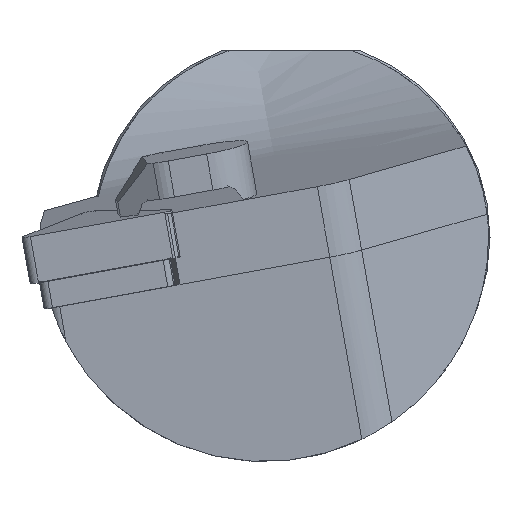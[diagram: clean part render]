
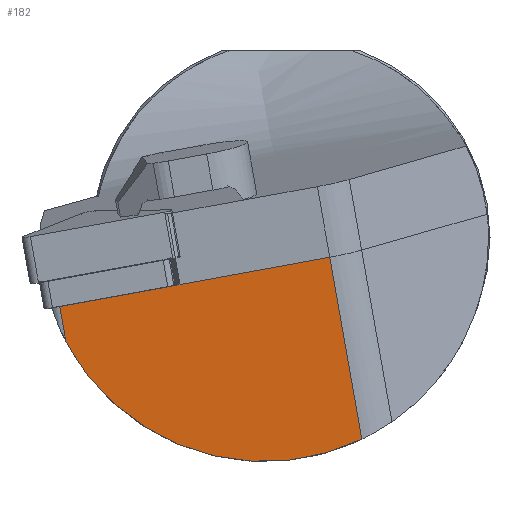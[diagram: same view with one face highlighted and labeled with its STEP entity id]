
A CAD part, left-side view. The second image highlights one B-rep face of the part: STEP entity #182.
In plain terms, the highlighted planar face has unit normal (-0.993, -0.069, -0.094).
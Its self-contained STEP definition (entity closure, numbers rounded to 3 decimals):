
#139=ELLIPSE('',#1190,22.654,22.5);
#182=ADVANCED_FACE('',(#278),#242,.T.);
#242=PLANE('',#1194);
#278=FACE_OUTER_BOUND('',#338,.T.);
#338=EDGE_LOOP('',(#581,#582,#583,#584,#585,#586));
#398=LINE('',#1596,#479);
#402=LINE('',#1645,#483);
#403=LINE('',#1647,#484);
#404=LINE('',#1648,#485);
#405=LINE('',#1650,#486);
#479=VECTOR('',#1293,1.);
#483=VECTOR('',#1325,1.);
#484=VECTOR('',#1326,1.);
#485=VECTOR('',#1327,1.);
#486=VECTOR('',#1328,1.);
#581=ORIENTED_EDGE('',*,*,#1003,.T.);
#582=ORIENTED_EDGE('',*,*,#1004,.F.);
#583=ORIENTED_EDGE('',*,*,#998,.F.);
#584=ORIENTED_EDGE('',*,*,#1005,.T.);
#585=ORIENTED_EDGE('',*,*,#1006,.T.);
#586=ORIENTED_EDGE('',*,*,#985,.T.);
#880=VERTEX_POINT('',#1594);
#882=VERTEX_POINT('',#1597);
#893=VERTEX_POINT('',#1628);
#894=VERTEX_POINT('',#1630);
#897=VERTEX_POINT('',#1646);
#898=VERTEX_POINT('',#1649);
#985=EDGE_CURVE('',#882,#880,#398,.T.);
#998=EDGE_CURVE('',#893,#894,#139,.T.);
#1003=EDGE_CURVE('',#880,#897,#402,.T.);
#1004=EDGE_CURVE('',#894,#897,#403,.T.);
#1005=EDGE_CURVE('',#893,#898,#404,.T.);
#1006=EDGE_CURVE('',#898,#882,#405,.T.);
#1190=AXIS2_PLACEMENT_3D('',#1629,#1316,#1317);
#1194=AXIS2_PLACEMENT_3D('',#1651,#1329,#1330);
#1293=DIRECTION('',(-0.051,0.983,-0.179));
#1316=DIRECTION('',(0.993,0.069,0.094));
#1317=DIRECTION('',(-0.117,0.589,0.8));
#1325=DIRECTION('',(-0.051,0.983,-0.179));
#1326=DIRECTION('',(-0.105,0.173,0.979));
#1327=DIRECTION('',(-0.105,0.173,0.979));
#1328=DIRECTION('',(-0.051,0.983,-0.179));
#1329=DIRECTION('',(-0.993,-0.069,-0.094));
#1330=DIRECTION('',(-0.094,0.,0.996));
#1594=CARTESIAN_POINT('',(-234.231,18.215,67.831));
#1596=CARTESIAN_POINT('',(-233.404,2.445,70.7));
#1597=CARTESIAN_POINT('',(-234.193,17.487,67.964));
#1628=CARTESIAN_POINT('',(-231.454,-0.778,52.421));
#1629=CARTESIAN_POINT('',(-234.048,9.005,72.683));
#1630=CARTESIAN_POINT('',(-234.454,28.956,62.28));
#1645=CARTESIAN_POINT('',(-233.404,2.445,70.7));
#1646=CARTESIAN_POINT('',(-234.826,29.571,65.765));
#1647=CARTESIAN_POINT('',(-285.44,113.192,540.006));
#1648=CARTESIAN_POINT('',(-284.018,86.066,544.94));
#1649=CARTESIAN_POINT('',(-233.404,2.445,70.7));
#1650=CARTESIAN_POINT('',(-233.404,2.445,70.7));
#1651=CARTESIAN_POINT('',(-284.018,86.066,544.94));
